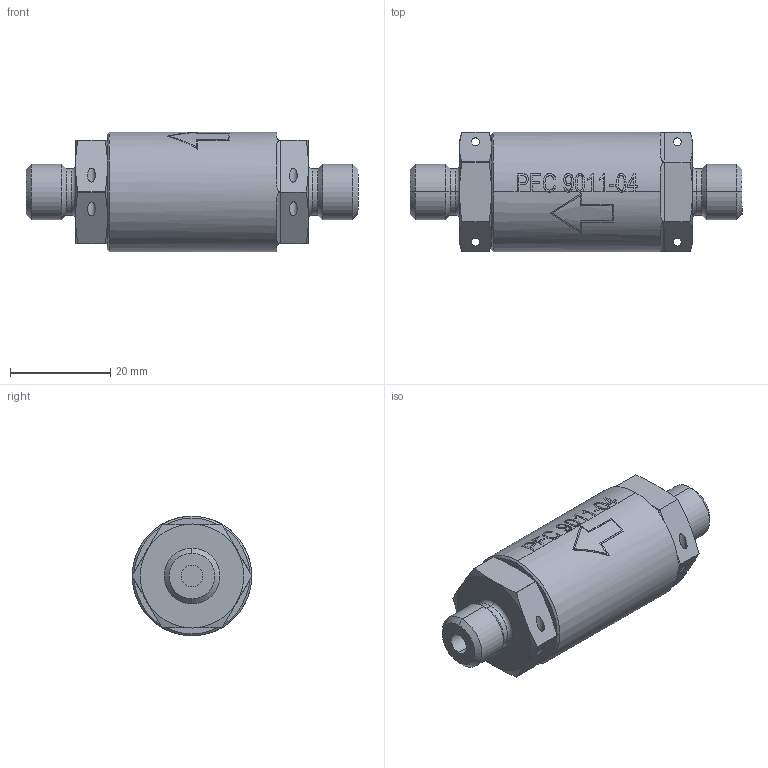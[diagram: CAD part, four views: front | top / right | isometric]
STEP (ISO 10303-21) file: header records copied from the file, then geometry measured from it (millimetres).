
FILE_DESCRIPTION (( 'STEP AP214' ), '1' );
FILE_NAME ('09011004_AS4320(JJ).STEP', '2015-06-29T21:02:46', ( '' ), ( '' ), 'SwSTEP 2.0', 'SolidWorks 2015', '' );
FILE_SCHEMA (( 'AUTOMOTIVE_DESIGN' ));
Length unit declared in the file: millimetre
Products named in the file (3): 09011004_AS4320(JJ); 090110412_AS4320(ADAPTER); 090110410-04_STEP(BODY)
Assembly tree (2 placements, depth 2):
  09011004_AS4320(JJ)
    090110412_AS4320(ADAPTER)
    090110410-04_STEP(BODY)
Bounding box: 66.17 x 23.81 x 23.81 mm (x, y, z)
Volume: 21442.8 mm3; surface area: 7681.5 mm2
Topology: 2 solids, 2 shells, 238 faces, 604 edges, 384 vertices
Faces by surface type: plane 92, cylinder 63, bspline 47, cone 26, torus 10
Entity records: 9880 total; most frequent: CARTESIAN_POINT 4430, ORIENTED_EDGE 1208, DIRECTION 970, EDGE_CURVE 604, VERTEX_POINT 384, AXIS2_PLACEMENT_3D 354, VECTOR 262, LINE 262
